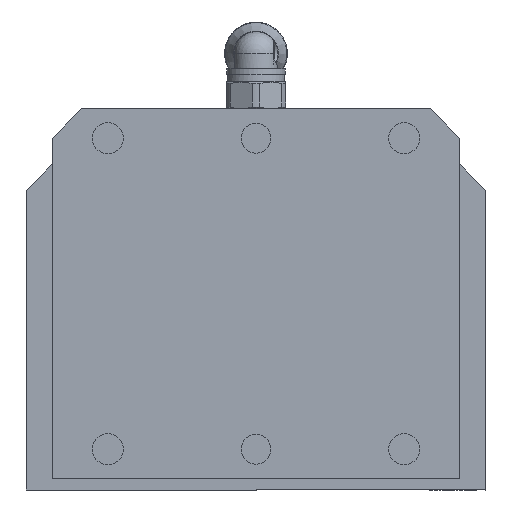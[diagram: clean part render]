
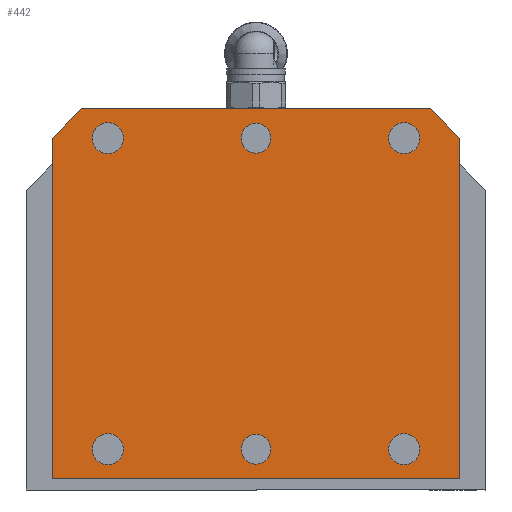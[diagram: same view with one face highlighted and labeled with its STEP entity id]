
A CAD part, left-side view. The second image highlights one B-rep face of the part: STEP entity #442.
In plain terms, the highlighted planar face has unit normal (-1, 0, 0).
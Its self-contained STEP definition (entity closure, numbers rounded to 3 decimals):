
#442 = ADVANCED_FACE( '', ( #1018, #1019, #1020, #1021, #1022, #1023, #1024 ), #1025, .F. );
#1018 = FACE_BOUND( '', #1746, .T. );
#1019 = FACE_BOUND( '', #1747, .T. );
#1020 = FACE_BOUND( '', #1748, .T. );
#1021 = FACE_BOUND( '', #1749, .T. );
#1022 = FACE_BOUND( '', #1750, .T. );
#1023 = FACE_BOUND( '', #1751, .T. );
#1024 = FACE_OUTER_BOUND( '', #1752, .T. );
#1025 = PLANE( '', #1753 );
#1746 = EDGE_LOOP( '', ( #2918 ) );
#1747 = EDGE_LOOP( '', ( #2919 ) );
#1748 = EDGE_LOOP( '', ( #2920 ) );
#1749 = EDGE_LOOP( '', ( #2921 ) );
#1750 = EDGE_LOOP( '', ( #2922 ) );
#1751 = EDGE_LOOP( '', ( #2923 ) );
#1752 = EDGE_LOOP( '', ( #2924, #2925, #2926, #2927, #2928, #2929 ) );
#1753 = AXIS2_PLACEMENT_3D( '', #2930, #2931, #2932 );
#2918 = ORIENTED_EDGE( '', *, *, #4028, .T. );
#2919 = ORIENTED_EDGE( '', *, *, #4029, .T. );
#2920 = ORIENTED_EDGE( '', *, *, #3860, .T. );
#2921 = ORIENTED_EDGE( '', *, *, #3734, .T. );
#2922 = ORIENTED_EDGE( '', *, *, #4030, .T. );
#2923 = ORIENTED_EDGE( '', *, *, #4031, .T. );
#2924 = ORIENTED_EDGE( '', *, *, #4032, .F. );
#2925 = ORIENTED_EDGE( '', *, *, #4033, .F. );
#2926 = ORIENTED_EDGE( '', *, *, #3804, .F. );
#2927 = ORIENTED_EDGE( '', *, *, #3692, .F. );
#2928 = ORIENTED_EDGE( '', *, *, #3937, .F. );
#2929 = ORIENTED_EDGE( '', *, *, #3932, .F. );
#2930 = CARTESIAN_POINT( '', ( -75., 0., 75. ) );
#2931 = DIRECTION( '', ( 1., 0., 0. ) );
#2932 = DIRECTION( '', ( 0., 0., 1. ) );
#3692 = EDGE_CURVE( '', #4319, #4320, #4321, .T. );
#3734 = EDGE_CURVE( '', #4390, #4390, #4391, .T. );
#3804 = EDGE_CURVE( '', #4320, #4499, #4500, .T. );
#3860 = EDGE_CURVE( '', #4590, #4590, #4591, .T. );
#3932 = EDGE_CURVE( '', #4699, #4700, #4701, .T. );
#3937 = EDGE_CURVE( '', #4700, #4319, #4708, .T. );
#4028 = EDGE_CURVE( '', #4832, #4832, #4833, .T. );
#4029 = EDGE_CURVE( '', #4834, #4834, #4835, .T. );
#4030 = EDGE_CURVE( '', #4836, #4836, #4837, .T. );
#4031 = EDGE_CURVE( '', #4838, #4838, #4839, .T. );
#4032 = EDGE_CURVE( '', #4840, #4699, #4841, .T. );
#4033 = EDGE_CURVE( '', #4499, #4840, #4842, .T. );
#4319 = VERTEX_POINT( '', #5213 );
#4320 = VERTEX_POINT( '', #5214 );
#4321 = LINE( '', #5215, #5216 );
#4390 = VERTEX_POINT( '', #5355 );
#4391 = CIRCLE( '', #5356, 2.1 );
#4499 = VERTEX_POINT( '', #5492 );
#4500 = LINE( '', #5493, #5494 );
#4590 = VERTEX_POINT( '', #5605 );
#4591 = CIRCLE( '', #5606, 2.1 );
#4699 = VERTEX_POINT( '', #5822 );
#4700 = VERTEX_POINT( '', #5823 );
#4701 = LINE( '', #5824, #5825 );
#4708 = LINE( '', #5835, #5836 );
#4832 = VERTEX_POINT( '', #6024 );
#4833 = CIRCLE( '', #6025, 2.1 );
#4834 = VERTEX_POINT( '', #6026 );
#4835 = CIRCLE( '', #6027, 2.1 );
#4836 = VERTEX_POINT( '', #6028 );
#4837 = CIRCLE( '', #6029, 2.01 );
#4838 = VERTEX_POINT( '', #6030 );
#4839 = CIRCLE( '', #6031, 2.01 );
#4840 = VERTEX_POINT( '', #6032 );
#4841 = LINE( '', #6033, #6034 );
#4842 = LINE( '', #6035, #6036 );
#5213 = CARTESIAN_POINT( '', ( -75., -27.5, 47.5 ) );
#5214 = CARTESIAN_POINT( '', ( -75., -27.5, 1.5 ) );
#5215 = CARTESIAN_POINT( '', ( -75., -27.5, 47.5 ) );
#5216 = VECTOR( '', #6360, 1000. );
#5355 = CARTESIAN_POINT( '', ( -75., -17.9, 47.5 ) );
#5356 = AXIS2_PLACEMENT_3D( '', #6397, #6398, #6399 );
#5492 = CARTESIAN_POINT( '', ( -75., 27.5, 1.5 ) );
#5493 = CARTESIAN_POINT( '', ( -75., -27.5, 1.5 ) );
#5494 = VECTOR( '', #6491, 1000. );
#5605 = CARTESIAN_POINT( '', ( -75., 22.1, 47.5 ) );
#5606 = AXIS2_PLACEMENT_3D( '', #6573, #6574, #6575 );
#5822 = CARTESIAN_POINT( '', ( -75., 23.5, 51.5 ) );
#5823 = CARTESIAN_POINT( '', ( -75., -23.5, 51.5 ) );
#5824 = CARTESIAN_POINT( '', ( -75., 23.5, 51.5 ) );
#5825 = VECTOR( '', #6651, 1000. );
#5835 = CARTESIAN_POINT( '', ( -75., -23.5, 51.5 ) );
#5836 = VECTOR( '', #6655, 1000. );
#6024 = CARTESIAN_POINT( '', ( -75., 22.1, 5.5 ) );
#6025 = AXIS2_PLACEMENT_3D( '', #6749, #6750, #6751 );
#6026 = CARTESIAN_POINT( '', ( -75., -17.9, 5.5 ) );
#6027 = AXIS2_PLACEMENT_3D( '', #6752, #6753, #6754 );
#6028 = CARTESIAN_POINT( '', ( -75., 2.01, 5.5 ) );
#6029 = AXIS2_PLACEMENT_3D( '', #6755, #6756, #6757 );
#6030 = CARTESIAN_POINT( '', ( -75., 2.01, 47.5 ) );
#6031 = AXIS2_PLACEMENT_3D( '', #6758, #6759, #6760 );
#6032 = CARTESIAN_POINT( '', ( -75., 27.5, 47.5 ) );
#6033 = CARTESIAN_POINT( '', ( -75., 27.5, 47.5 ) );
#6034 = VECTOR( '', #6761, 1000. );
#6035 = CARTESIAN_POINT( '', ( -75., 27.5, 1.5 ) );
#6036 = VECTOR( '', #6762, 1000. );
#6360 = DIRECTION( '', ( 0., 0., -1. ) );
#6397 = CARTESIAN_POINT( '', ( -75., -20., 47.5 ) );
#6398 = DIRECTION( '', ( 1., 0., 0. ) );
#6399 = DIRECTION( '', ( 0., 1., 0. ) );
#6491 = DIRECTION( '', ( 0., 1., 0. ) );
#6573 = CARTESIAN_POINT( '', ( -75., 20., 47.5 ) );
#6574 = DIRECTION( '', ( 1., 0., 0. ) );
#6575 = DIRECTION( '', ( 0., 1., 0. ) );
#6651 = DIRECTION( '', ( 0., -1., 0. ) );
#6655 = DIRECTION( '', ( 0., -0.707, -0.707 ) );
#6749 = CARTESIAN_POINT( '', ( -75., 20., 5.5 ) );
#6750 = DIRECTION( '', ( 1., 0., 0. ) );
#6751 = DIRECTION( '', ( 0., 1., 0. ) );
#6752 = CARTESIAN_POINT( '', ( -75., -20., 5.5 ) );
#6753 = DIRECTION( '', ( 1., 0., 0. ) );
#6754 = DIRECTION( '', ( 0., 1., 0. ) );
#6755 = CARTESIAN_POINT( '', ( -75., 0., 5.5 ) );
#6756 = DIRECTION( '', ( 1., 0., 0. ) );
#6757 = DIRECTION( '', ( 0., 1., 0. ) );
#6758 = CARTESIAN_POINT( '', ( -75., 0., 47.5 ) );
#6759 = DIRECTION( '', ( 1., 0., 0. ) );
#6760 = DIRECTION( '', ( 0., 1., 0. ) );
#6761 = DIRECTION( '', ( 0., -0.707, 0.707 ) );
#6762 = DIRECTION( '', ( 0., 0., 1. ) );
